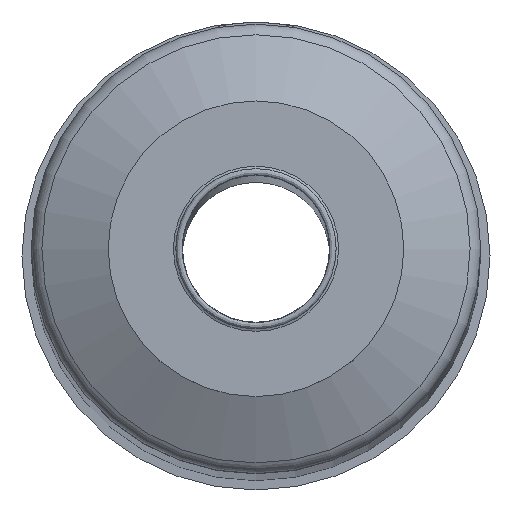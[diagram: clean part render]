
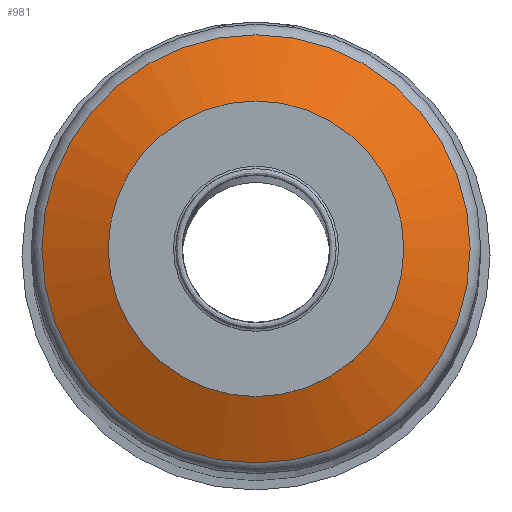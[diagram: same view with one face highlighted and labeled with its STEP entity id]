
A CAD part, top view. The second image highlights one B-rep face of the part: STEP entity #981.
In plain terms, the highlighted conical face has half-angle 65 degrees and reference radius 12 mm.
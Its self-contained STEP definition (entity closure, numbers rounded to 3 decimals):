
#85=CONICAL_SURFACE('',#1066,12.,1.134);
#228=ORIENTED_EDGE('',*,*,#315,.F.);
#229=ORIENTED_EDGE('',*,*,#276,.T.);
#276=EDGE_CURVE('',#348,#348,#397,.T.);
#315=EDGE_CURVE('',#375,#375,#418,.T.);
#348=VERTEX_POINT('',#1413);
#375=VERTEX_POINT('',#1519);
#397=CIRCLE('',#1015,12.);
#418=CIRCLE('',#1064,17.384);
#489=EDGE_LOOP('',(#228));
#490=EDGE_LOOP('',(#229));
#573=FACE_BOUND('',#489,.T.);
#574=FACE_BOUND('',#490,.T.);
#981=ADVANCED_FACE('',(#573,#574),#85,.T.);
#1015=AXIS2_PLACEMENT_3D('',#1412,#1126,#1127);
#1064=AXIS2_PLACEMENT_3D('',#1518,#1238,#1239);
#1066=AXIS2_PLACEMENT_3D('',#1522,#1242,#1243);
#1126=DIRECTION('',(0.,0.,-1.));
#1127=DIRECTION('',(-1.,0.,0.));
#1238=DIRECTION('',(0.,0.,-1.));
#1239=DIRECTION('',(-1.,0.,0.));
#1242=DIRECTION('',(0.,0.,-1.));
#1243=DIRECTION('',(-1.,0.,0.));
#1412=CARTESIAN_POINT('',(0.,0.,347.334));
#1413=CARTESIAN_POINT('',(-12.,0.,347.334));
#1518=CARTESIAN_POINT('',(0.,0.,344.823));
#1519=CARTESIAN_POINT('',(-17.384,0.,344.823));
#1522=CARTESIAN_POINT('',(0.,0.,347.334));
